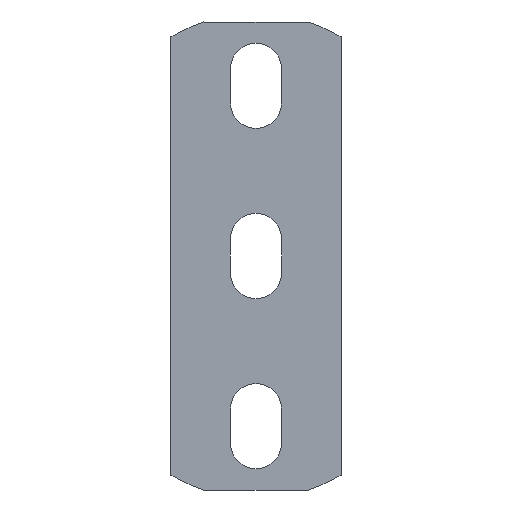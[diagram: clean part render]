
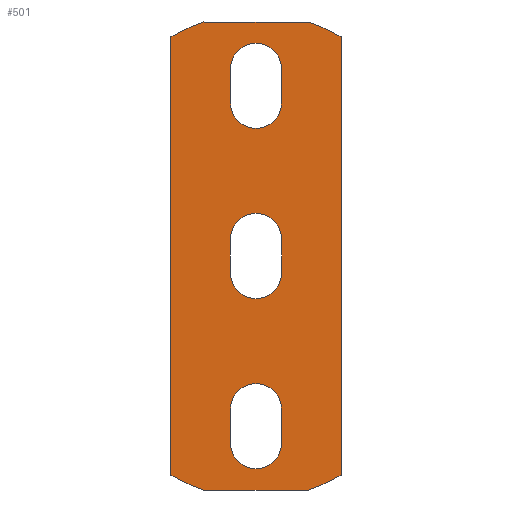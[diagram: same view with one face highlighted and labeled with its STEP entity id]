
A CAD part, front view. The second image highlights one B-rep face of the part: STEP entity #501.
In plain terms, the highlighted planar face has unit normal (0, -1, 0).
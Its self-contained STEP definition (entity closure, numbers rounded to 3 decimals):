
#108=CARTESIAN_POINT('',(20.,-4.,-99.));
#109=DIRECTION('',(0.,1.,0.));
#110=DIRECTION('',(1.,0.,0.));
#111=AXIS2_PLACEMENT_3D('',#108,#109,#110);
#113=DIRECTION('',(0.,0.,1.));
#114=VECTOR('',#113,8.);
#115=CARTESIAN_POINT('',(26.,-4.,-99.));
#116=LINE('',#115,#114);
#117=CARTESIAN_POINT('',(20.,-4.,-91.));
#118=DIRECTION('',(0.,1.,0.));
#119=DIRECTION('',(-1.,0.,0.));
#120=AXIS2_PLACEMENT_3D('',#117,#118,#119);
#122=DIRECTION('',(0.,0.,-1.));
#123=VECTOR('',#122,8.);
#124=CARTESIAN_POINT('',(14.,-4.,-91.));
#125=LINE('',#124,#123);
#126=CARTESIAN_POINT('',(20.,-4.,-59.));
#127=DIRECTION('',(0.,1.,0.));
#128=DIRECTION('',(1.,0.,0.));
#129=AXIS2_PLACEMENT_3D('',#126,#127,#128);
#131=DIRECTION('',(0.,0.,1.));
#132=VECTOR('',#131,8.);
#133=CARTESIAN_POINT('',(26.,-4.,-59.));
#134=LINE('',#133,#132);
#135=CARTESIAN_POINT('',(20.,-4.,-51.));
#136=DIRECTION('',(0.,1.,0.));
#137=DIRECTION('',(-1.,0.,0.));
#138=AXIS2_PLACEMENT_3D('',#135,#136,#137);
#140=DIRECTION('',(0.,0.,-1.));
#141=VECTOR('',#140,8.);
#142=CARTESIAN_POINT('',(14.,-4.,-51.));
#143=LINE('',#142,#141);
#144=CARTESIAN_POINT('',(20.,-4.,-19.));
#145=DIRECTION('',(0.,1.,0.));
#146=DIRECTION('',(1.,0.,0.));
#147=AXIS2_PLACEMENT_3D('',#144,#145,#146);
#149=DIRECTION('',(0.,0.,1.));
#150=VECTOR('',#149,8.);
#151=CARTESIAN_POINT('',(26.,-4.,-19.));
#152=LINE('',#151,#150);
#153=CARTESIAN_POINT('',(20.,-4.,-11.));
#154=DIRECTION('',(0.,1.,0.));
#155=DIRECTION('',(-1.,0.,0.));
#156=AXIS2_PLACEMENT_3D('',#153,#154,#155);
#158=DIRECTION('',(0.,0.,-1.));
#159=VECTOR('',#158,8.);
#160=CARTESIAN_POINT('',(14.,-4.,-11.));
#161=LINE('',#160,#159);
#162=CARTESIAN_POINT('',(20.,-4.,-37.));
#163=DIRECTION('',(0.,1.,0.));
#164=DIRECTION('',(-0.513,0.,0.858));
#165=AXIS2_PLACEMENT_3D('',#162,#163,#164);
#167=DIRECTION('',(1.,0.,0.));
#168=VECTOR('',#167,24.658);
#169=CARTESIAN_POINT('',(7.671,-4.,0.));
#170=LINE('',#169,#168);
#171=CARTESIAN_POINT('',(20.,-4.,-37.));
#172=DIRECTION('',(0.,1.,0.));
#173=DIRECTION('',(0.316,0.,0.949));
#174=AXIS2_PLACEMENT_3D('',#171,#172,#173);
#176=DIRECTION('',(0.,0.,-1.));
#177=VECTOR('',#176,102.963);
#178=CARTESIAN_POINT('',(40.,-4.,-3.519));
#179=LINE('',#178,#177);
#180=CARTESIAN_POINT('',(20.,-4.,-73.));
#181=DIRECTION('',(0.,1.,0.));
#182=DIRECTION('',(0.513,0.,-0.858));
#183=AXIS2_PLACEMENT_3D('',#180,#181,#182);
#185=DIRECTION('',(-1.,0.,0.));
#186=VECTOR('',#185,24.658);
#187=CARTESIAN_POINT('',(32.329,-4.,-110.));
#188=LINE('',#187,#186);
#189=CARTESIAN_POINT('',(20.,-4.,-73.));
#190=DIRECTION('',(0.,1.,0.));
#191=DIRECTION('',(-0.316,0.,-0.949));
#192=AXIS2_PLACEMENT_3D('',#189,#190,#191);
#194=DIRECTION('',(0.,0.,1.));
#195=VECTOR('',#194,102.963);
#196=CARTESIAN_POINT('',(0.,-4.,-106.481));
#197=LINE('',#196,#195);
#270=CARTESIAN_POINT('',(26.,-4.,-99.));
#271=CARTESIAN_POINT('',(14.,-4.,-99.));
#272=VERTEX_POINT('',#270);
#273=VERTEX_POINT('',#271);
#274=CARTESIAN_POINT('',(26.,-4.,-91.));
#275=VERTEX_POINT('',#274);
#276=CARTESIAN_POINT('',(14.,-4.,-91.));
#277=VERTEX_POINT('',#276);
#286=CARTESIAN_POINT('',(26.,-4.,-59.));
#287=CARTESIAN_POINT('',(14.,-4.,-59.));
#288=VERTEX_POINT('',#286);
#289=VERTEX_POINT('',#287);
#290=CARTESIAN_POINT('',(26.,-4.,-51.));
#291=VERTEX_POINT('',#290);
#292=CARTESIAN_POINT('',(14.,-4.,-51.));
#293=VERTEX_POINT('',#292);
#302=CARTESIAN_POINT('',(26.,-4.,-19.));
#303=CARTESIAN_POINT('',(14.,-4.,-19.));
#304=VERTEX_POINT('',#302);
#305=VERTEX_POINT('',#303);
#306=CARTESIAN_POINT('',(26.,-4.,-11.));
#307=VERTEX_POINT('',#306);
#308=CARTESIAN_POINT('',(14.,-4.,-11.));
#309=VERTEX_POINT('',#308);
#326=CARTESIAN_POINT('',(0.,-4.,-3.519));
#327=CARTESIAN_POINT('',(7.671,-4.,0.));
#328=VERTEX_POINT('',#326);
#329=VERTEX_POINT('',#327);
#330=CARTESIAN_POINT('',(32.329,-4.,0.));
#331=CARTESIAN_POINT('',(40.,-4.,-3.519));
#332=VERTEX_POINT('',#330);
#333=VERTEX_POINT('',#331);
#334=CARTESIAN_POINT('',(40.,-4.,-106.481));
#335=CARTESIAN_POINT('',(32.329,-4.,-110.));
#336=VERTEX_POINT('',#334);
#337=VERTEX_POINT('',#335);
#338=CARTESIAN_POINT('',(7.671,-4.,-110.));
#339=CARTESIAN_POINT('',(0.,-4.,-106.481));
#340=VERTEX_POINT('',#338);
#341=VERTEX_POINT('',#339);
#452=CARTESIAN_POINT('',(0.,-4.,0.));
#453=DIRECTION('',(0.,1.,0.));
#454=DIRECTION('',(1.,0.,0.));
#455=AXIS2_PLACEMENT_3D('',#452,#453,#454);
#456=PLANE('',#455);
#458=ORIENTED_EDGE('',*,*,#457,.T.);
#460=ORIENTED_EDGE('',*,*,#459,.T.);
#462=ORIENTED_EDGE('',*,*,#461,.T.);
#464=ORIENTED_EDGE('',*,*,#463,.T.);
#466=ORIENTED_EDGE('',*,*,#465,.T.);
#468=ORIENTED_EDGE('',*,*,#467,.T.);
#470=ORIENTED_EDGE('',*,*,#469,.T.);
#472=ORIENTED_EDGE('',*,*,#471,.T.);
#473=EDGE_LOOP('',(#458,#460,#462,#464,#466,#468,#470,#472));
#474=FACE_OUTER_BOUND('',#473,.F.);
#476=ORIENTED_EDGE('',*,*,#475,.F.);
#478=ORIENTED_EDGE('',*,*,#477,.T.);
#480=ORIENTED_EDGE('',*,*,#479,.F.);
#482=ORIENTED_EDGE('',*,*,#481,.T.);
#483=EDGE_LOOP('',(#476,#478,#480,#482));
#484=FACE_BOUND('',#483,.F.);
#486=ORIENTED_EDGE('',*,*,#485,.F.);
#488=ORIENTED_EDGE('',*,*,#487,.T.);
#490=ORIENTED_EDGE('',*,*,#489,.F.);
#492=ORIENTED_EDGE('',*,*,#491,.T.);
#493=EDGE_LOOP('',(#486,#488,#490,#492));
#494=FACE_BOUND('',#493,.F.);
#495=ORIENTED_EDGE('',*,*,#404,.F.);
#496=ORIENTED_EDGE('',*,*,#419,.T.);
#497=ORIENTED_EDGE('',*,*,#433,.F.);
#498=ORIENTED_EDGE('',*,*,#446,.T.);
#499=EDGE_LOOP('',(#495,#496,#497,#498));
#500=FACE_BOUND('',#499,.F.);
#501=ADVANCED_FACE('',(#474,#484,#494,#500),#456,.F.);
#112=CIRCLE('',#111,6.);
#121=CIRCLE('',#120,6.);
#130=CIRCLE('',#129,6.);
#139=CIRCLE('',#138,6.);
#148=CIRCLE('',#147,6.);
#157=CIRCLE('',#156,6.);
#166=CIRCLE('',#165,39.);
#175=CIRCLE('',#174,39.);
#184=CIRCLE('',#183,39.);
#193=CIRCLE('',#192,39.);
#404=EDGE_CURVE('',#272,#273,#112,.T.);
#419=EDGE_CURVE('',#272,#275,#116,.T.);
#433=EDGE_CURVE('',#277,#275,#121,.T.);
#446=EDGE_CURVE('',#277,#273,#125,.T.);
#457=EDGE_CURVE('',#328,#329,#166,.T.);
#459=EDGE_CURVE('',#329,#332,#170,.T.);
#461=EDGE_CURVE('',#332,#333,#175,.T.);
#463=EDGE_CURVE('',#333,#336,#179,.T.);
#465=EDGE_CURVE('',#336,#337,#184,.T.);
#467=EDGE_CURVE('',#337,#340,#188,.T.);
#469=EDGE_CURVE('',#340,#341,#193,.T.);
#471=EDGE_CURVE('',#341,#328,#197,.T.);
#475=EDGE_CURVE('',#288,#289,#130,.T.);
#477=EDGE_CURVE('',#288,#291,#134,.T.);
#479=EDGE_CURVE('',#293,#291,#139,.T.);
#481=EDGE_CURVE('',#293,#289,#143,.T.);
#485=EDGE_CURVE('',#304,#305,#148,.T.);
#487=EDGE_CURVE('',#304,#307,#152,.T.);
#489=EDGE_CURVE('',#309,#307,#157,.T.);
#491=EDGE_CURVE('',#309,#305,#161,.T.);
